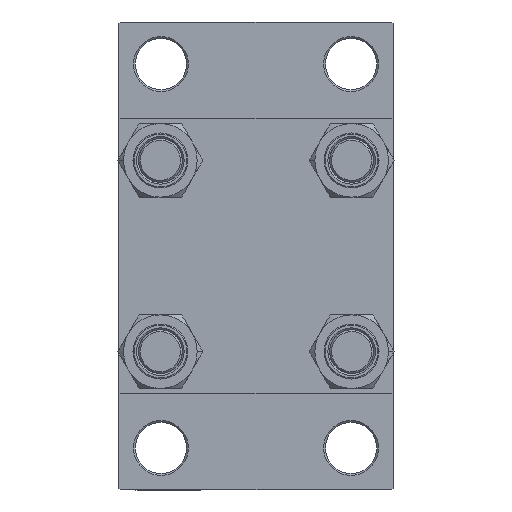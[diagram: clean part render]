
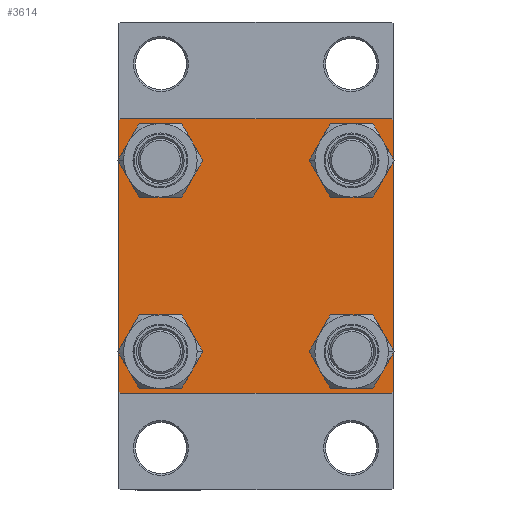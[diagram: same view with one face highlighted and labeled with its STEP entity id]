
A CAD part, left-side view. The second image highlights one B-rep face of the part: STEP entity #3614.
In plain terms, the highlighted planar face has unit normal (-1, 0, 0).
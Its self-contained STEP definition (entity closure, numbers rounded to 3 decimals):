
#118 = VECTOR ( 'NONE', #46279, 1000. ) ;
#701 = CARTESIAN_POINT ( 'NONE',  ( 0., 37.5, 37.5 ) ) ;
#830 = DIRECTION ( 'NONE',  ( 1., 0., 0. ) ) ;
#1155 = VERTEX_POINT ( 'NONE', #5192 ) ;
#1244 = VERTEX_POINT ( 'NONE', #23794 ) ;
#1256 = LINE ( 'NONE', #24194, #47377 ) ;
#1795 = CARTESIAN_POINT ( 'NONE',  ( 0., 37.25, -37.25 ) ) ;
#2306 = CARTESIAN_POINT ( 'NONE',  ( 0., 26.15, -32.65 ) ) ;
#2480 = AXIS2_PLACEMENT_3D ( 'NONE', #7714, #41359, #23211 ) ;
#2867 = ORIENTED_EDGE ( 'NONE', *, *, #32158, .T. ) ;
#3314 = DIRECTION ( 'NONE',  ( 1., 0., 0. ) ) ;
#3614 = ADVANCED_FACE ( 'NONE', ( #3875, #45460, #15717, #40860, #34349 ), #8459, .T. ) ;
#3875 = FACE_BOUND ( 'NONE', #5547, .T. ) ;
#4290 = EDGE_CURVE ( 'NONE', #16631, #7595, #19522, .T. ) ;
#4759 = ORIENTED_EDGE ( 'NONE', *, *, #42813, .T. ) ;
#4866 = AXIS2_PLACEMENT_3D ( 'NONE', #19894, #24232, #24698 ) ;
#4926 = VECTOR ( 'NONE', #46650, 1000. ) ;
#5192 = CARTESIAN_POINT ( 'NONE',  ( 0., -26.15, 19.65 ) ) ;
#5547 = EDGE_LOOP ( 'NONE', ( #4759, #26183 ) ) ;
#5690 = CARTESIAN_POINT ( 'NONE',  ( 0., 37., -37.5 ) ) ;
#5814 = EDGE_CURVE ( 'NONE', #18606, #37407, #33992, .T. ) ;
#6232 = CARTESIAN_POINT ( 'NONE',  ( 0., 37.5, -37.5 ) ) ;
#6791 = CARTESIAN_POINT ( 'NONE',  ( 0., 26.15, 26.15 ) ) ;
#7017 = AXIS2_PLACEMENT_3D ( 'NONE', #6791, #42609, #43088 ) ;
#7084 = EDGE_LOOP ( 'NONE', ( #21825, #44312 ) ) ;
#7190 = EDGE_CURVE ( 'NONE', #43340, #41656, #36573, .T. ) ;
#7508 = CARTESIAN_POINT ( 'NONE',  ( 0., 26.15, 26.15 ) ) ;
#7595 = VERTEX_POINT ( 'NONE', #30181 ) ;
#7714 = CARTESIAN_POINT ( 'NONE',  ( 0., 0., 0. ) ) ;
#7797 = VERTEX_POINT ( 'NONE', #17813 ) ;
#7938 = LINE ( 'NONE', #701, #17968 ) ;
#8076 = ORIENTED_EDGE ( 'NONE', *, *, #43804, .T. ) ;
#8300 = VERTEX_POINT ( 'NONE', #18946 ) ;
#8459 = PLANE ( 'NONE',  #2480 ) ;
#8588 = DIRECTION ( 'NONE',  ( 0., -1., 0. ) ) ;
#9648 = CARTESIAN_POINT ( 'NONE',  ( 0., -26.15, 26.15 ) ) ;
#9714 = CARTESIAN_POINT ( 'NONE',  ( 0., 26.15, 32.65 ) ) ;
#10753 = LINE ( 'NONE', #30828, #37379 ) ;
#10794 = DIRECTION ( 'NONE',  ( 0., 0., 1. ) ) ;
#11039 = EDGE_CURVE ( 'NONE', #14545, #23143, #36704, .T. ) ;
#11165 = CARTESIAN_POINT ( 'NONE',  ( 0., -26.15, -19.65 ) ) ;
#11976 = CARTESIAN_POINT ( 'NONE',  ( 0., 37.5, 37.5 ) ) ;
#12171 = EDGE_CURVE ( 'NONE', #1244, #37407, #19224, .T. ) ;
#13126 = CARTESIAN_POINT ( 'NONE',  ( 0., -26.15, 26.15 ) ) ;
#14442 = ORIENTED_EDGE ( 'NONE', *, *, #33715, .T. ) ;
#14545 = VERTEX_POINT ( 'NONE', #2306 ) ;
#14880 = CARTESIAN_POINT ( 'NONE',  ( 0., -26.15, -26.15 ) ) ;
#14965 = EDGE_LOOP ( 'NONE', ( #34083, #40133 ) ) ;
#15440 = DIRECTION ( 'NONE',  ( 0., 0., -1. ) ) ;
#15717 = FACE_BOUND ( 'NONE', #14965, .T. ) ;
#15828 = DIRECTION ( 'NONE',  ( 0., 0., 1. ) ) ;
#16264 = CIRCLE ( 'NONE', #32470, 6.5 ) ;
#16631 = VERTEX_POINT ( 'NONE', #11165 ) ;
#16901 = ORIENTED_EDGE ( 'NONE', *, *, #5814, .F. ) ;
#17813 = CARTESIAN_POINT ( 'NONE',  ( 0., -37., -37.5 ) ) ;
#17968 = VECTOR ( 'NONE', #15440, 1000. ) ;
#18183 = DIRECTION ( 'NONE',  ( 0., 0., 1. ) ) ;
#18606 = VERTEX_POINT ( 'NONE', #26972 ) ;
#18946 = CARTESIAN_POINT ( 'NONE',  ( 0., 37.5, -37. ) ) ;
#19224 = LINE ( 'NONE', #34703, #29790 ) ;
#19522 = CIRCLE ( 'NONE', #4866, 6.5 ) ;
#19894 = CARTESIAN_POINT ( 'NONE',  ( 0., -26.15, -26.15 ) ) ;
#20456 = CARTESIAN_POINT ( 'NONE',  ( 0., -37.5, -37. ) ) ;
#21825 = ORIENTED_EDGE ( 'NONE', *, *, #4290, .T. ) ;
#21854 = VECTOR ( 'NONE', #8588, 1000. ) ;
#21997 = VERTEX_POINT ( 'NONE', #28151 ) ;
#22263 = DIRECTION ( 'NONE',  ( 1., 0., 0. ) ) ;
#22737 = VERTEX_POINT ( 'NONE', #5690 ) ;
#23143 = VERTEX_POINT ( 'NONE', #34182 ) ;
#23211 = DIRECTION ( 'NONE',  ( 0., 0., 1. ) ) ;
#23497 = AXIS2_PLACEMENT_3D ( 'NONE', #14880, #29640, #40770 ) ;
#23794 = CARTESIAN_POINT ( 'NONE',  ( 0., -37.5, 37. ) ) ;
#24165 = LINE ( 'NONE', #42788, #4926 ) ;
#24194 = CARTESIAN_POINT ( 'NONE',  ( 0., 37.25, 37.25 ) ) ;
#24232 = DIRECTION ( 'NONE',  ( 1., 0., 0. ) ) ;
#24393 = EDGE_CURVE ( 'NONE', #22737, #7797, #43444, .T. ) ;
#24400 = DIRECTION ( 'NONE',  ( 1., 0., 0. ) ) ;
#24511 = LINE ( 'NONE', #1795, #118 ) ;
#24531 = DIRECTION ( 'NONE',  ( 0., 0.707, 0.707 ) ) ;
#24698 = DIRECTION ( 'NONE',  ( 0., 0., 1. ) ) ;
#25016 = ORIENTED_EDGE ( 'NONE', *, *, #38063, .T. ) ;
#26183 = ORIENTED_EDGE ( 'NONE', *, *, #27770, .T. ) ;
#26718 = DIRECTION ( 'NONE',  ( 0., 0., -1. ) ) ;
#26945 = CARTESIAN_POINT ( 'NONE',  ( 0., 26.15, -26.15 ) ) ;
#26972 = CARTESIAN_POINT ( 'NONE',  ( 0., 37., 37.5 ) ) ;
#27770 = EDGE_CURVE ( 'NONE', #1155, #42639, #16264, .T. ) ;
#27891 = CIRCLE ( 'NONE', #7017, 6.5 ) ;
#28151 = CARTESIAN_POINT ( 'NONE',  ( 0., 37.5, 37. ) ) ;
#28506 = VECTOR ( 'NONE', #31634, 1000. ) ;
#28696 = CIRCLE ( 'NONE', #41840, 6.5 ) ;
#28922 = EDGE_LOOP ( 'NONE', ( #33469, #14442, #29651, #8076, #35898, #35704, #16901, #25016 ) ) ;
#29407 = CARTESIAN_POINT ( 'NONE',  ( 0., 26.15, -26.15 ) ) ;
#29640 = DIRECTION ( 'NONE',  ( 1., 0., 0. ) ) ;
#29651 = ORIENTED_EDGE ( 'NONE', *, *, #24393, .T. ) ;
#29705 = CARTESIAN_POINT ( 'NONE',  ( 0., -37., 37.5 ) ) ;
#29790 = VECTOR ( 'NONE', #24531, 1000. ) ;
#30181 = CARTESIAN_POINT ( 'NONE',  ( 0., -26.15, -32.65 ) ) ;
#30828 = CARTESIAN_POINT ( 'NONE',  ( 0., -37.5, 37.5 ) ) ;
#31310 = AXIS2_PLACEMENT_3D ( 'NONE', #29407, #3314, #10794 ) ;
#31634 = DIRECTION ( 'NONE',  ( 0., -1., 0. ) ) ;
#32108 = AXIS2_PLACEMENT_3D ( 'NONE', #9648, #24400, #39158 ) ;
#32158 = EDGE_CURVE ( 'NONE', #41656, #43340, #27891, .T. ) ;
#32470 = AXIS2_PLACEMENT_3D ( 'NONE', #13126, #40658, #18183 ) ;
#33469 = ORIENTED_EDGE ( 'NONE', *, *, #35670, .T. ) ;
#33647 = EDGE_CURVE ( 'NONE', #23143, #14545, #28696, .T. ) ;
#33715 = EDGE_CURVE ( 'NONE', #8300, #22737, #24511, .T. ) ;
#33992 = LINE ( 'NONE', #11976, #21854 ) ;
#34083 = ORIENTED_EDGE ( 'NONE', *, *, #33647, .T. ) ;
#34175 = VERTEX_POINT ( 'NONE', #20456 ) ;
#34182 = CARTESIAN_POINT ( 'NONE',  ( 0., 26.15, -19.65 ) ) ;
#34349 = FACE_OUTER_BOUND ( 'NONE', #28922, .T. ) ;
#34703 = CARTESIAN_POINT ( 'NONE',  ( 0., -37.25, 37.25 ) ) ;
#35627 = CARTESIAN_POINT ( 'NONE',  ( 0., 26.15, 19.65 ) ) ;
#35670 = EDGE_CURVE ( 'NONE', #21997, #8300, #7938, .T. ) ;
#35704 = ORIENTED_EDGE ( 'NONE', *, *, #12171, .T. ) ;
#35898 = ORIENTED_EDGE ( 'NONE', *, *, #42083, .F. ) ;
#36573 = CIRCLE ( 'NONE', #41204, 6.5 ) ;
#36704 = CIRCLE ( 'NONE', #31310, 6.5 ) ;
#37379 = VECTOR ( 'NONE', #26718, 1000. ) ;
#37407 = VERTEX_POINT ( 'NONE', #29705 ) ;
#37503 = CIRCLE ( 'NONE', #32108, 6.5 ) ;
#37762 = DIRECTION ( 'NONE',  ( 0., 0., 1. ) ) ;
#38063 = EDGE_CURVE ( 'NONE', #18606, #21997, #1256, .T. ) ;
#38958 = DIRECTION ( 'NONE',  ( 0., 0.707, -0.707 ) ) ;
#39158 = DIRECTION ( 'NONE',  ( 0., 0., 1. ) ) ;
#39398 = EDGE_CURVE ( 'NONE', #7595, #16631, #44335, .T. ) ;
#40133 = ORIENTED_EDGE ( 'NONE', *, *, #11039, .T. ) ;
#40636 = EDGE_LOOP ( 'NONE', ( #41469, #2867 ) ) ;
#40658 = DIRECTION ( 'NONE',  ( 1., 0., 0. ) ) ;
#40770 = DIRECTION ( 'NONE',  ( 0., 0., 1. ) ) ;
#40860 = FACE_BOUND ( 'NONE', #40636, .T. ) ;
#41100 = CARTESIAN_POINT ( 'NONE',  ( 0., -26.15, 32.65 ) ) ;
#41204 = AXIS2_PLACEMENT_3D ( 'NONE', #7508, #22263, #37762 ) ;
#41359 = DIRECTION ( 'NONE',  ( -1., 0., 0. ) ) ;
#41469 = ORIENTED_EDGE ( 'NONE', *, *, #7190, .T. ) ;
#41656 = VERTEX_POINT ( 'NONE', #35627 ) ;
#41840 = AXIS2_PLACEMENT_3D ( 'NONE', #26945, #830, #15828 ) ;
#42083 = EDGE_CURVE ( 'NONE', #1244, #34175, #10753, .T. ) ;
#42609 = DIRECTION ( 'NONE',  ( 1., 0., 0. ) ) ;
#42639 = VERTEX_POINT ( 'NONE', #41100 ) ;
#42788 = CARTESIAN_POINT ( 'NONE',  ( 0., -37.25, -37.25 ) ) ;
#42813 = EDGE_CURVE ( 'NONE', #42639, #1155, #37503, .T. ) ;
#43088 = DIRECTION ( 'NONE',  ( 0., 0., 1. ) ) ;
#43340 = VERTEX_POINT ( 'NONE', #9714 ) ;
#43444 = LINE ( 'NONE', #6232, #28506 ) ;
#43804 = EDGE_CURVE ( 'NONE', #7797, #34175, #24165, .T. ) ;
#44312 = ORIENTED_EDGE ( 'NONE', *, *, #39398, .T. ) ;
#44335 = CIRCLE ( 'NONE', #23497, 6.5 ) ;
#45460 = FACE_BOUND ( 'NONE', #7084, .T. ) ;
#46279 = DIRECTION ( 'NONE',  ( 0., -0.707, -0.707 ) ) ;
#46650 = DIRECTION ( 'NONE',  ( 0., -0.707, 0.707 ) ) ;
#47377 = VECTOR ( 'NONE', #38958, 1000. ) ;
